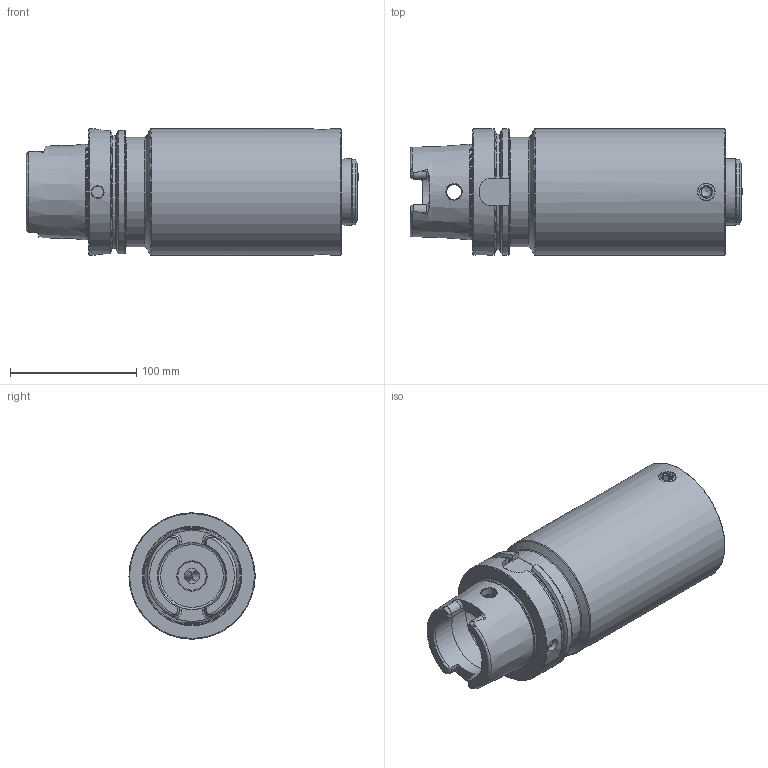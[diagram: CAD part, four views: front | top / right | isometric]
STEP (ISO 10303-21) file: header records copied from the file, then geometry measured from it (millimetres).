
FILE_DESCRIPTION (( 'STEP AP214' ), '1' );
FILE_NAME ('HA0.HA0.K01.200.STEP', '2022-03-10T10:09:39', ( '' ), ( '' ), 'SwSTEP 2.0', 'SolidWorks 2017', '' );
FILE_SCHEMA (( 'AUTOMOTIVE_DESIGN' ));
Length unit declared in the file: millimetre
Products named in the file (11): HA0.HA0.K01.200; HA0-ER2.001.012; Backe0; HA0-ER1.001.000; Grundkörper0; ISO 13337 - 6 x 26; Spindel0; O-Ring; HA0-HA0.K01.200_C_Fertigbearbeitung; Dichtung0; Stift0
Assembly tree (12 placements, depth 3):
  HA0.HA0.K01.200
    HA0-HA0.K01.200_C_Fertigbearbeitung
    HA0-ER1.001.000
      Grundkörper0
      O-Ring
      Dichtung0
      Backe0  x2
      Spindel0
      Stift0
    ISO 13337 - 6 x 26
    HA0-ER2.001.012  x2
Bounding box: 263.3 x 100 x 100 mm (x, y, z)
Volume: 1442083.3 mm3; surface area: 170826.8 mm2
Topology: 11 solids, 11 shells, 360 faces, 893 edges, 568 vertices
Faces by surface type: plane 158, cylinder 105, cone 56, torus 37, bspline 4
Full cylindrical faces by diameter (mm): 6 x3, 7 x1, 8.5 x2, 9.8 x2, 10 x3, 10.25 x2, 12 x5, 14 x4, 16 x1, 17 x1, 17.9 x1, 22.5 x1, 25.6 x1, 26 x1, 29 x3, 29.7 x1, 32.9 x1, 45.5 x2, 47.3 x1, 47.5 x1, 48 x1, 52 x1, 52.4 x1, 53 x2, 63 x1, 73.5 x1, 75.265 x1, 87 x1, 100 x2
Entity records: 13118 total; most frequent: CARTESIAN_POINT 4476, DIRECTION 1543, ORIENTED_EDGE 1388, EDGE_CURVE 694, AXIS2_PLACEMENT_3D 634, VERTEX_POINT 494, EDGE_LOOP 466, FACE_OUTER_BOUND 394
